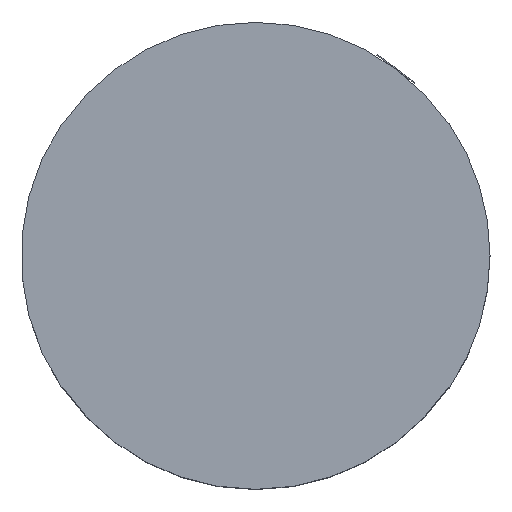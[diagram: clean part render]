
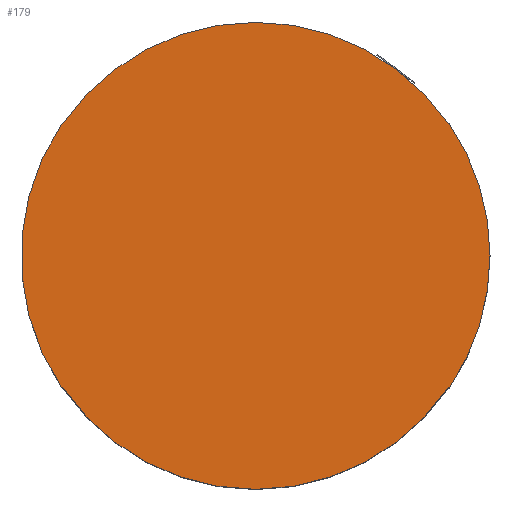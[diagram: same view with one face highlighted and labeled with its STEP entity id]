
A CAD part, top view. The second image highlights one B-rep face of the part: STEP entity #179.
In plain terms, the highlighted planar face has unit normal (0, 0, 1).
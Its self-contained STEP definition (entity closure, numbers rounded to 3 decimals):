
#1 = CARTESIAN_POINT ( 'NONE',  ( -2.063, -1.412, 1. ) ) ;
#13 = CARTESIAN_POINT ( 'NONE',  ( 0., 0., 1. ) ) ;
#14 = VECTOR ( 'NONE', #170, 1000. ) ;
#15 = EDGE_CURVE ( 'NONE', #492, #425, #305, .T. ) ;
#28 = EDGE_CURVE ( 'NONE', #620, #461, #145, .T. ) ;
#34 = ORIENTED_EDGE ( 'NONE', *, *, #424, .T. ) ;
#46 = DIRECTION ( 'NONE',  ( 1., 0., 0. ) ) ;
#49 = EDGE_CURVE ( 'NONE', #104, #125, #245, .T. ) ;
#60 = EDGE_CURVE ( 'NONE', #123, #104, #639, .T. ) ;
#61 = DIRECTION ( 'NONE',  ( -1., 0., 0. ) ) ;
#78 = AXIS2_PLACEMENT_3D ( 'NONE', #487, #187, #540 ) ;
#99 = VECTOR ( 'NONE', #322, 1000. ) ;
#102 = CARTESIAN_POINT ( 'NONE',  ( 2.072, -1.417, 1. ) ) ;
#104 = VERTEX_POINT ( 'NONE', #398 ) ;
#106 = ORIENTED_EDGE ( 'NONE', *, *, #594, .F. ) ;
#110 = CIRCLE ( 'NONE', #206, 2.51 ) ;
#123 = VERTEX_POINT ( 'NONE', #1 ) ;
#125 = VERTEX_POINT ( 'NONE', #102 ) ;
#129 = VECTOR ( 'NONE', #324, 1000. ) ;
#133 = VERTEX_POINT ( 'NONE', #590 ) ;
#141 = EDGE_CURVE ( 'NONE', #271, #492, #400, .T. ) ;
#145 = LINE ( 'NONE', #276, #14 ) ;
#170 = DIRECTION ( 'NONE',  ( 0.825, -0.565, 0. ) ) ;
#176 = PLANE ( 'NONE',  #308 ) ;
#179 = ADVANCED_FACE ( 'NONE', ( #488 ), #176, .T. ) ;
#187 = DIRECTION ( 'NONE',  ( 0., 0., 1. ) ) ;
#191 = EDGE_CURVE ( 'NONE', #123, #133, #467, .T. ) ;
#206 = AXIS2_PLACEMENT_3D ( 'NONE', #272, #629, #314 ) ;
#213 = CIRCLE ( 'NONE', #593, 2.51 ) ;
#221 = ORIENTED_EDGE ( 'NONE', *, *, #363, .T. ) ;
#223 = DIRECTION ( 'NONE',  ( 0., 0., 1. ) ) ;
#229 = CARTESIAN_POINT ( 'NONE',  ( 2.51, 0., 1. ) ) ;
#243 = ORIENTED_EDGE ( 'NONE', *, *, #15, .T. ) ;
#245 = LINE ( 'NONE', #393, #129 ) ;
#247 = CARTESIAN_POINT ( 'NONE',  ( 2.072, 1.417, 1. ) ) ;
#250 = ORIENTED_EDGE ( 'NONE', *, *, #141, .T. ) ;
#264 = AXIS2_PLACEMENT_3D ( 'NONE', #13, #345, #61 ) ;
#269 = DIRECTION ( 'NONE',  ( 0., 0., -1. ) ) ;
#271 = VERTEX_POINT ( 'NONE', #229 ) ;
#272 = CARTESIAN_POINT ( 'NONE',  ( 0., 0., 1. ) ) ;
#276 = CARTESIAN_POINT ( 'NONE',  ( -2.063, 1.412, 1. ) ) ;
#301 = AXIS2_PLACEMENT_3D ( 'NONE', #633, #317, #46 ) ;
#305 = LINE ( 'NONE', #476, #406 ) ;
#308 = AXIS2_PLACEMENT_3D ( 'NONE', #525, #223, #574 ) ;
#314 = DIRECTION ( 'NONE',  ( -1., 0., 0. ) ) ;
#317 = DIRECTION ( 'NONE',  ( 0., 0., 1. ) ) ;
#322 = DIRECTION ( 'NONE',  ( -0.825, -0.565, 0. ) ) ;
#323 = DIRECTION ( 'NONE',  ( -0.825, -0.565, 0. ) ) ;
#324 = DIRECTION ( 'NONE',  ( 0.825, -0.565, 0. ) ) ;
#338 = CARTESIAN_POINT ( 'NONE',  ( -2.063, 1.412, 1. ) ) ;
#345 = DIRECTION ( 'NONE',  ( 0., 0., 1. ) ) ;
#363 = EDGE_CURVE ( 'NONE', #125, #271, #110, .T. ) ;
#372 = ORIENTED_EDGE ( 'NONE', *, *, #191, .F. ) ;
#393 = CARTESIAN_POINT ( 'NONE',  ( 2.063, -1.412, 1. ) ) ;
#398 = CARTESIAN_POINT ( 'NONE',  ( 2.063, -1.412, 1. ) ) ;
#400 = CIRCLE ( 'NONE', #264, 2.51 ) ;
#406 = VECTOR ( 'NONE', #323, 1000. ) ;
#424 = EDGE_CURVE ( 'NONE', #425, #461, #499, .T. ) ;
#425 = VERTEX_POINT ( 'NONE', #529 ) ;
#461 = VERTEX_POINT ( 'NONE', #338 ) ;
#467 = LINE ( 'NONE', #635, #99 ) ;
#476 = CARTESIAN_POINT ( 'NONE',  ( 2.063, 1.412, 1. ) ) ;
#487 = CARTESIAN_POINT ( 'NONE',  ( 0., 0., 1. ) ) ;
#488 = FACE_OUTER_BOUND ( 'NONE', #622, .T. ) ;
#492 = VERTEX_POINT ( 'NONE', #247 ) ;
#499 = CIRCLE ( 'NONE', #301, 2.5 ) ;
#518 = ORIENTED_EDGE ( 'NONE', *, *, #28, .F. ) ;
#522 = CARTESIAN_POINT ( 'NONE',  ( -2.072, 1.417, 1. ) ) ;
#525 = CARTESIAN_POINT ( 'NONE',  ( 0., 0., 1. ) ) ;
#529 = CARTESIAN_POINT ( 'NONE',  ( 2.063, 1.412, 1. ) ) ;
#540 = DIRECTION ( 'NONE',  ( 1., 0., 0. ) ) ;
#572 = CARTESIAN_POINT ( 'NONE',  ( 0., 0., 1. ) ) ;
#574 = DIRECTION ( 'NONE',  ( 1., 0., 0. ) ) ;
#590 = CARTESIAN_POINT ( 'NONE',  ( -2.072, -1.417, 1. ) ) ;
#593 = AXIS2_PLACEMENT_3D ( 'NONE', #572, #269, #628 ) ;
#594 = EDGE_CURVE ( 'NONE', #133, #620, #213, .T. ) ;
#610 = ORIENTED_EDGE ( 'NONE', *, *, #49, .T. ) ;
#620 = VERTEX_POINT ( 'NONE', #522 ) ;
#622 = EDGE_LOOP ( 'NONE', ( #34, #518, #106, #372, #627, #610, #221, #250, #243 ) ) ;
#627 = ORIENTED_EDGE ( 'NONE', *, *, #60, .T. ) ;
#628 = DIRECTION ( 'NONE',  ( 1., 0., 0. ) ) ;
#629 = DIRECTION ( 'NONE',  ( 0., 0., 1. ) ) ;
#633 = CARTESIAN_POINT ( 'NONE',  ( 0., 0., 1. ) ) ;
#635 = CARTESIAN_POINT ( 'NONE',  ( -2.063, -1.412, 1. ) ) ;
#639 = CIRCLE ( 'NONE', #78, 2.5 ) ;
